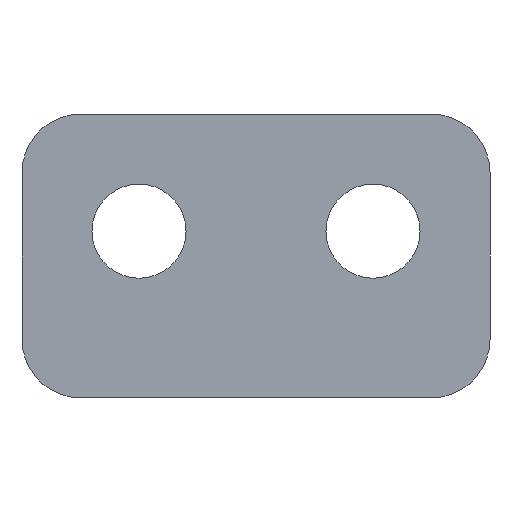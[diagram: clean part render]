
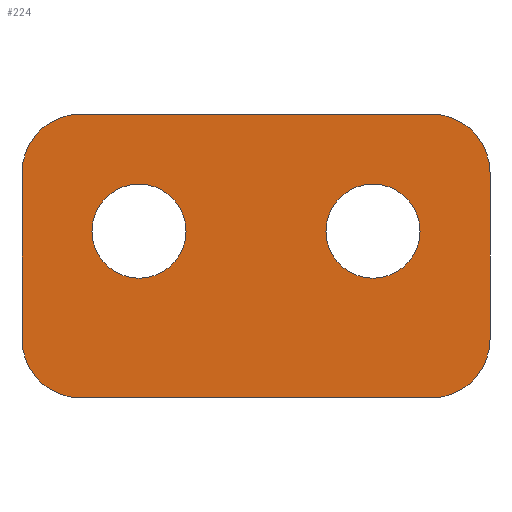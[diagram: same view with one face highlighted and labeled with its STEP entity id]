
A CAD part, front view. The second image highlights one B-rep face of the part: STEP entity #224.
In plain terms, the highlighted planar face has unit normal (0, -1, 0).
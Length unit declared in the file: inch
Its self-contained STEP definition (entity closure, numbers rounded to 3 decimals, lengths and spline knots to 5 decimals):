
#17=FACE_BOUND('',#47,.T.);
#18=FACE_BOUND('',#48,.T.);
#23=PLANE('',#267);
#32=FACE_OUTER_BOUND('',#46,.T.);
#46=EDGE_LOOP('',(#185,#186,#187,#188,#189,#190,#191,#192));
#47=EDGE_LOOP('',(#193));
#48=EDGE_LOOP('',(#194));
#57=LINE('',#358,#75);
#62=LINE('',#381,#80);
#65=LINE('',#389,#83);
#67=LINE('',#393,#85);
#75=VECTOR('',#289,0.3937);
#80=VECTOR('',#312,0.3937);
#83=VECTOR('',#321,0.3937);
#85=VECTOR('',#325,0.3937);
#89=CIRCLE('',#252,0.125);
#96=CIRCLE('',#262,0.125);
#97=CIRCLE('',#265,0.125);
#98=CIRCLE('',#268,0.125);
#99=CIRCLE('',#269,0.1005);
#100=CIRCLE('',#270,0.1005);
#101=VERTEX_POINT('',#345);
#102=VERTEX_POINT('',#346);
#106=VERTEX_POINT('',#356);
#114=VERTEX_POINT('',#376);
#115=VERTEX_POINT('',#380);
#116=VERTEX_POINT('',#384);
#117=VERTEX_POINT('',#388);
#118=VERTEX_POINT('',#392);
#119=VERTEX_POINT('',#395);
#120=VERTEX_POINT('',#397);
#121=EDGE_CURVE('',#101,#102,#89,.T.);
#127=EDGE_CURVE('',#101,#106,#57,.T.);
#137=EDGE_CURVE('',#114,#106,#96,.T.);
#138=EDGE_CURVE('',#102,#115,#62,.T.);
#140=EDGE_CURVE('',#115,#116,#97,.T.);
#142=EDGE_CURVE('',#116,#117,#65,.T.);
#144=EDGE_CURVE('',#118,#114,#67,.T.);
#145=EDGE_CURVE('',#117,#118,#98,.T.);
#146=EDGE_CURVE('',#119,#119,#99,.T.);
#147=EDGE_CURVE('',#120,#120,#100,.T.);
#185=ORIENTED_EDGE('',*,*,#121,.F.);
#186=ORIENTED_EDGE('',*,*,#127,.T.);
#187=ORIENTED_EDGE('',*,*,#137,.F.);
#188=ORIENTED_EDGE('',*,*,#144,.F.);
#189=ORIENTED_EDGE('',*,*,#145,.F.);
#190=ORIENTED_EDGE('',*,*,#142,.F.);
#191=ORIENTED_EDGE('',*,*,#140,.F.);
#192=ORIENTED_EDGE('',*,*,#138,.F.);
#193=ORIENTED_EDGE('',*,*,#146,.T.);
#194=ORIENTED_EDGE('',*,*,#147,.T.);
#224=ADVANCED_FACE('',(#32,#17,#18),#23,.F.);
#252=AXIS2_PLACEMENT_3D('',#347,#279,#280);
#262=AXIS2_PLACEMENT_3D('',#378,#308,#309);
#265=AXIS2_PLACEMENT_3D('',#385,#316,#317);
#267=AXIS2_PLACEMENT_3D('',#391,#323,#324);
#268=AXIS2_PLACEMENT_3D('',#394,#326,#327);
#269=AXIS2_PLACEMENT_3D('',#396,#328,#329);
#270=AXIS2_PLACEMENT_3D('',#398,#330,#331);
#279=DIRECTION('center_axis',(0.,1.,0.));
#280=DIRECTION('ref_axis',(-0.707,0.,-0.707));
#289=DIRECTION('',(1.,0.,0.));
#308=DIRECTION('center_axis',(0.,1.,0.));
#309=DIRECTION('ref_axis',(0.707,0.,-0.707));
#312=DIRECTION('',(0.,0.,1.));
#316=DIRECTION('center_axis',(0.,1.,0.));
#317=DIRECTION('ref_axis',(-0.707,0.,0.707));
#321=DIRECTION('',(1.,0.,0.));
#323=DIRECTION('center_axis',(0.,1.,0.));
#324=DIRECTION('ref_axis',(0.,0.,1.));
#325=DIRECTION('',(0.,0.,-1.));
#326=DIRECTION('center_axis',(0.,1.,0.));
#327=DIRECTION('ref_axis',(0.707,0.,0.707));
#328=DIRECTION('center_axis',(0.,1.,0.));
#329=DIRECTION('ref_axis',(-1.,0.,0.));
#330=DIRECTION('center_axis',(0.,1.,0.));
#331=DIRECTION('ref_axis',(-1.,0.,0.));
#345=CARTESIAN_POINT('',(-0.375,0.,0.1875));
#346=CARTESIAN_POINT('',(-0.5,0.,0.3125));
#347=CARTESIAN_POINT('Origin',(-0.375,0.,0.3125));
#356=CARTESIAN_POINT('',(0.375,0.,0.1875));
#358=CARTESIAN_POINT('',(0.25,0.,0.1875));
#376=CARTESIAN_POINT('',(0.5,0.,0.3125));
#378=CARTESIAN_POINT('Origin',(0.375,0.,0.3125));
#380=CARTESIAN_POINT('',(-0.5,0.,0.6685));
#381=CARTESIAN_POINT('',(-0.5,0.,-0.7065));
#384=CARTESIAN_POINT('',(-0.375,0.,0.7935));
#385=CARTESIAN_POINT('Origin',(-0.375,0.,0.6685));
#388=CARTESIAN_POINT('',(0.375,0.,0.7935));
#389=CARTESIAN_POINT('',(-0.5,0.,0.7935));
#391=CARTESIAN_POINT('Origin',(0.,0.,0.0435));
#392=CARTESIAN_POINT('',(0.5,0.,0.6685));
#393=CARTESIAN_POINT('',(0.5,0.,0.7935));
#394=CARTESIAN_POINT('Origin',(0.375,0.,0.6685));
#395=CARTESIAN_POINT('',(-0.1495,0.,0.5435));
#396=CARTESIAN_POINT('Origin',(-0.25,0.,0.5435));
#397=CARTESIAN_POINT('',(0.3505,0.,0.5435));
#398=CARTESIAN_POINT('Origin',(0.25,0.,0.5435));
